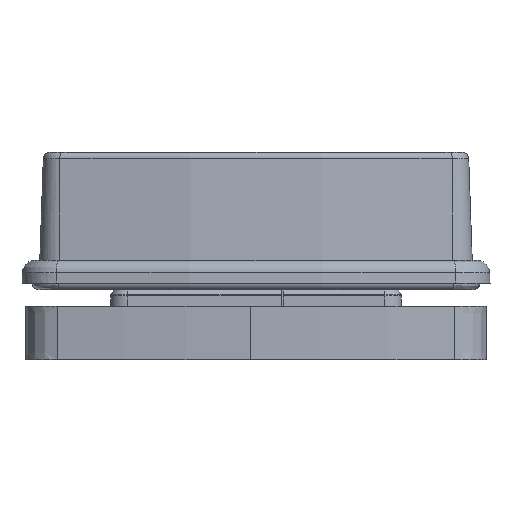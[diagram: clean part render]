
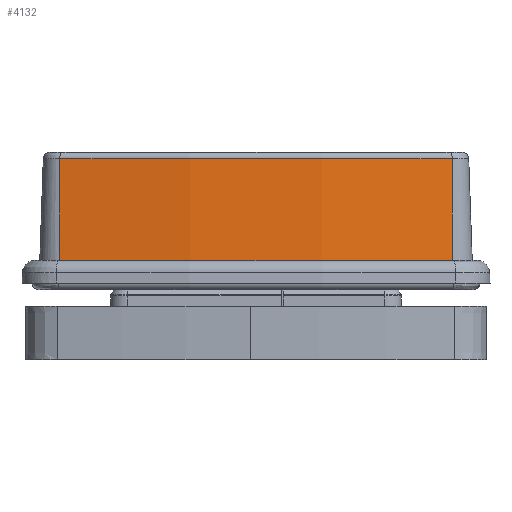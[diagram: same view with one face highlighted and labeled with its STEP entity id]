
A CAD part, left-side view. The second image highlights one B-rep face of the part: STEP entity #4132.
In plain terms, the highlighted conical face has half-angle 2 degrees and reference radius 180.116 mm.
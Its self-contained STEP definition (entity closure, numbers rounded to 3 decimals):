
#588=CARTESIAN_POINT('',(-80.461,29.454,3.4));
#590=CARTESIAN_POINT('',(97.5,0.,3.4));
#591=DIRECTION('',(0.,0.,1.));
#592=DIRECTION('',(-0.987,0.163,0.));
#593=AXIS2_PLACEMENT_3D('',#590,#591,#592);
#1040=CARTESIAN_POINT('',(-79.936,-29.367,
18.635));
#1042=DIRECTION('',(-0.034,-0.006,-0.999));
#1043=VECTOR('',#1042,15.244);
#1044=CARTESIAN_POINT('',(-79.936,-29.367,
18.635));
#1045=LINE('',#1044,#1043);
#1046=CARTESIAN_POINT('',(97.5,0.,18.635));
#1047=DIRECTION('',(0.,0.,-1.));
#1048=DIRECTION('',(-0.987,-0.163,0.));
#1049=AXIS2_PLACEMENT_3D('',#1046,#1047,#1048);
#1051=DIRECTION('',(-0.034,0.006,-0.999));
#1052=VECTOR('',#1051,15.244);
#1053=CARTESIAN_POINT('',(-79.936,29.367,18.635));
#1054=LINE('',#1053,#1052);
#2171=VERTEX_POINT('',#588);
#2172=CARTESIAN_POINT('',(-80.461,-29.454,3.4));
#2173=VERTEX_POINT('',#2172);
#2254=VERTEX_POINT('',#1040);
#2256=CARTESIAN_POINT('',(-79.936,29.367,18.635));
#2257=VERTEX_POINT('',#2256);
#4119=CARTESIAN_POINT('',(97.5,0.,11.017));
#4120=DIRECTION('',(0.,0.,-1.));
#4121=DIRECTION('',(-0.987,0.163,0.));
#4122=AXIS2_PLACEMENT_3D('',#4119,#4120,#4121);
#4123=CONICAL_SURFACE('',#4122,180.116,2.);
#4125=ORIENTED_EDGE('',*,*,#4124,.F.);
#4126=ORIENTED_EDGE('',*,*,#4114,.T.);
#4127=ORIENTED_EDGE('',*,*,#2699,.F.);
#4129=ORIENTED_EDGE('',*,*,#4128,.F.);
#4130=EDGE_LOOP('',(#4125,#4126,#4127,#4129));
#4131=FACE_OUTER_BOUND('',#4130,.F.);
#4132=ADVANCED_FACE('',(#4131),#4123,.T.);
#594=CIRCLE('',#593,180.382);
#1050=CIRCLE('',#1049,179.85);
#2699=EDGE_CURVE('',#2171,#2173,#594,.T.);
#4114=EDGE_CURVE('',#2254,#2173,#1045,.T.);
#4124=EDGE_CURVE('',#2254,#2257,#1050,.T.);
#4128=EDGE_CURVE('',#2257,#2171,#1054,.T.);
